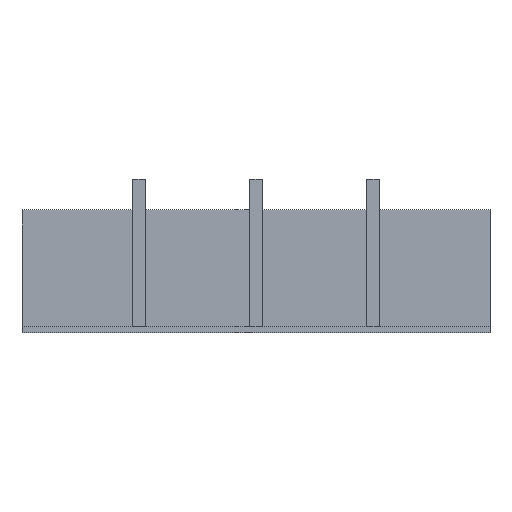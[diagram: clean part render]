
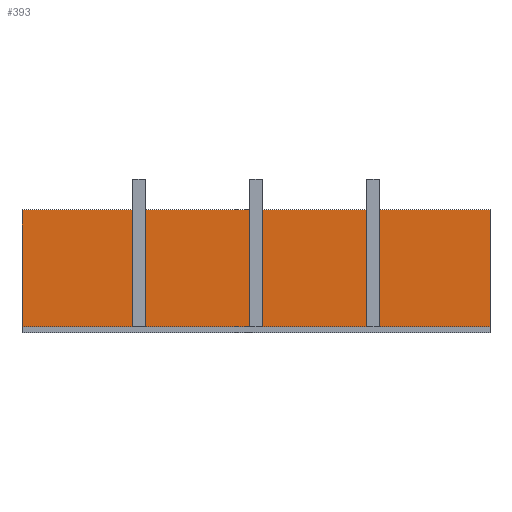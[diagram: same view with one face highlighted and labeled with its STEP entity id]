
A CAD part, top view. The second image highlights one B-rep face of the part: STEP entity #393.
In plain terms, the highlighted planar face has unit normal (0, 0, 1).
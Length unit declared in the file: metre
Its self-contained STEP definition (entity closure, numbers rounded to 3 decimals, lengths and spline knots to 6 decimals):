
#12=ORIENTED_EDGE('',*,*,#120,.T.);
#13=ORIENTED_EDGE('',*,*,#121,.T.);
#14=ORIENTED_EDGE('',*,*,#122,.F.);
#15=ORIENTED_EDGE('',*,*,#123,.T.);
#120=EDGE_CURVE('',#174,#175,#210,.T.);
#121=EDGE_CURVE('',#175,#176,#211,.T.);
#122=EDGE_CURVE('',#177,#176,#212,.T.);
#123=EDGE_CURVE('',#177,#174,#213,.T.);
#174=VERTEX_POINT('',#557);
#175=VERTEX_POINT('',#558);
#176=VERTEX_POINT('',#560);
#177=VERTEX_POINT('',#562);
#210=LINE('',#556,#264);
#211=LINE('',#559,#265);
#212=LINE('',#561,#266);
#213=LINE('',#563,#267);
#264=VECTOR('',#456,1.);
#265=VECTOR('',#457,1.);
#266=VECTOR('',#458,1.);
#267=VECTOR('',#459,1.);
#318=EDGE_LOOP('',(#12,#13,#14,#15));
#344=FACE_BOUND('',#318,.T.);
#370=PLANE('',#429);
#393=ADVANCED_FACE('',(#344),#370,.T.);
#429=AXIS2_PLACEMENT_3D('',#555,#454,#455);
#454=DIRECTION('',(0.,0.,1.));
#455=DIRECTION('',(1.,0.,0.));
#456=DIRECTION('',(0.,-1.,0.));
#457=DIRECTION('',(1.,0.,0.));
#458=DIRECTION('',(0.,-1.,0.));
#459=DIRECTION('',(-1.,0.,0.));
#555=CARTESIAN_POINT('',(0.,0.,0.001));
#556=CARTESIAN_POINT('',(-0.076135,0.,0.001));
#557=CARTESIAN_POINT('',(-0.076135,0.02,0.001));
#558=CARTESIAN_POINT('',(-0.076135,-0.018,0.001));
#559=CARTESIAN_POINT('',(0.,-0.018,0.001));
#560=CARTESIAN_POINT('',(0.076135,-0.018,0.001));
#561=CARTESIAN_POINT('',(0.076135,0.,0.001));
#562=CARTESIAN_POINT('',(0.076135,0.02,0.001));
#563=CARTESIAN_POINT('',(0.,0.02,0.001));
